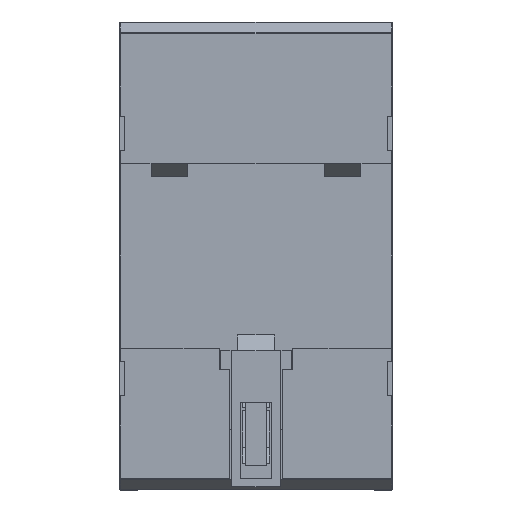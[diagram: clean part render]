
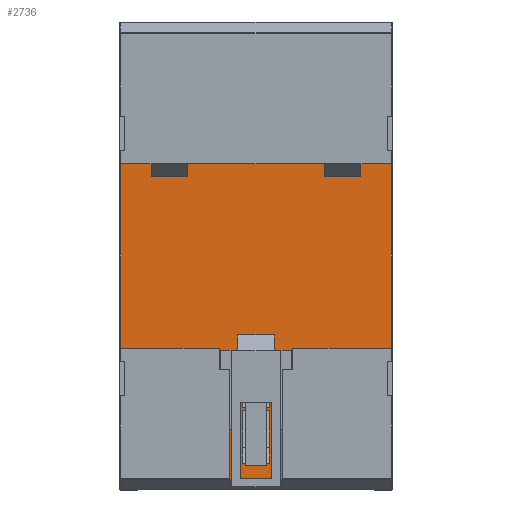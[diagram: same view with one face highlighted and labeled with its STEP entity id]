
A CAD part, left-side view. The second image highlights one B-rep face of the part: STEP entity #2736.
In plain terms, the highlighted face is planar.
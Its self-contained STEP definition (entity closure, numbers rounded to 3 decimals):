
#2736=ADVANCED_FACE('',(#8305,#8307,#8309,#8311,#8313,#8315),#8317,.T.);
#8305=FACE_BOUND('',#8306,.T.);
#8306=EDGE_LOOP('',(#12881,#12882,#12883,#12884,#12885,#12886,#12887,#12888,#12889,
#12890,#12891,#12892,#12893,#12894,#12895));
#8307=FACE_BOUND('',#8308,.T.);
#8308=EDGE_LOOP('',(#12896,#12897,#12898,#12899));
#8309=FACE_BOUND('',#8310,.T.);
#8310=EDGE_LOOP('',(#12900,#12901,#12902,#12903));
#8311=FACE_BOUND('',#8312,.T.);
#8312=EDGE_LOOP('',(#12904,#12905,#12906,#12907));
#8313=FACE_BOUND('',#8314,.T.);
#8314=EDGE_LOOP('',(#12908,#12909,#12910,#12911));
#8315=FACE_BOUND('',#8316,.T.);
#8316=EDGE_LOOP('',(#12912,#12913,#12914,#12915));
#8317=PLANE('',#8318);
#8318=AXIS2_PLACEMENT_3D('',#8319,#8320,#8321);
#8319=CARTESIAN_POINT('',(0.,0.,9.));
#8320=DIRECTION('',(0.,0.,1.));
#8321=DIRECTION('',(1.,0.,0.));
#12881=ORIENTED_EDGE('',*,*,#15344,.F.);
#12882=ORIENTED_EDGE('',*,*,#15219,.T.);
#12883=ORIENTED_EDGE('',*,*,#15217,.T.);
#12884=ORIENTED_EDGE('',*,*,#15315,.F.);
#12885=ORIENTED_EDGE('',*,*,#15156,.T.);
#12886=ORIENTED_EDGE('',*,*,#15213,.T.);
#12887=ORIENTED_EDGE('',*,*,#15345,.F.);
#12888=ORIENTED_EDGE('',*,*,#15346,.T.);
#12889=ORIENTED_EDGE('',*,*,#15347,.F.);
#12890=ORIENTED_EDGE('',*,*,#15348,.F.);
#12891=ORIENTED_EDGE('',*,*,#15311,.F.);
#12892=ORIENTED_EDGE('',*,*,#15349,.T.);
#12893=ORIENTED_EDGE('',*,*,#15350,.T.);
#12894=ORIENTED_EDGE('',*,*,#15351,.F.);
#12895=ORIENTED_EDGE('',*,*,#15248,.T.);
#12896=ORIENTED_EDGE('',*,*,#15318,.T.);
#12897=ORIENTED_EDGE('',*,*,#15325,.T.);
#12898=ORIENTED_EDGE('',*,*,#15323,.T.);
#12899=ORIENTED_EDGE('',*,*,#15321,.T.);
#12900=ORIENTED_EDGE('',*,*,#15326,.T.);
#12901=ORIENTED_EDGE('',*,*,#15333,.T.);
#12902=ORIENTED_EDGE('',*,*,#15331,.T.);
#12903=ORIENTED_EDGE('',*,*,#15329,.T.);
#12904=ORIENTED_EDGE('',*,*,#15352,.F.);
#12905=ORIENTED_EDGE('',*,*,#15353,.F.);
#12906=ORIENTED_EDGE('',*,*,#15354,.F.);
#12907=ORIENTED_EDGE('',*,*,#15355,.F.);
#12908=ORIENTED_EDGE('',*,*,#15356,.F.);
#12909=ORIENTED_EDGE('',*,*,#15357,.F.);
#12910=ORIENTED_EDGE('',*,*,#15358,.F.);
#12911=ORIENTED_EDGE('',*,*,#15359,.F.);
#12912=ORIENTED_EDGE('',*,*,#15360,.F.);
#12913=ORIENTED_EDGE('',*,*,#15361,.F.);
#12914=ORIENTED_EDGE('',*,*,#15362,.F.);
#12915=ORIENTED_EDGE('',*,*,#15363,.F.);
#15156=EDGE_CURVE('',#18317,#18320,#18322,.T.);
#15213=EDGE_CURVE('',#18320,#18415,#18417,.T.);
#15217=EDGE_CURVE('',#18422,#18420,#18423,.T.);
#15219=EDGE_CURVE('',#18425,#18422,#18426,.T.);
#15248=EDGE_CURVE('',#18472,#18470,#18473,.T.);
#15311=EDGE_CURVE('',#18568,#18572,#18573,.F.);
#15315=EDGE_CURVE('',#18317,#18420,#18577,.F.);
#15318=EDGE_CURVE('',#18580,#18581,#18582,.F.);
#15321=EDGE_CURVE('',#18585,#18580,#18586,.F.);
#15323=EDGE_CURVE('',#18588,#18585,#18589,.F.);
#15325=EDGE_CURVE('',#18581,#18588,#18591,.F.);
#15326=EDGE_CURVE('',#18592,#18593,#18594,.F.);
#15329=EDGE_CURVE('',#18597,#18592,#18598,.F.);
#15331=EDGE_CURVE('',#18600,#18597,#18601,.F.);
#15333=EDGE_CURVE('',#18593,#18600,#18603,.F.);
#15344=EDGE_CURVE('',#18425,#18470,#18618,.T.);
#15345=EDGE_CURVE('',#18619,#18415,#18620,.T.);
#15346=EDGE_CURVE('',#18619,#18621,#18622,.T.);
#15347=EDGE_CURVE('',#18623,#18621,#18624,.T.);
#15348=EDGE_CURVE('',#18572,#18623,#18625,.T.);
#15349=EDGE_CURVE('',#18568,#18626,#18627,.T.);
#15350=EDGE_CURVE('',#18626,#18628,#18629,.T.);
#15351=EDGE_CURVE('',#18472,#18628,#18630,.T.);
#15352=EDGE_CURVE('',#18631,#18632,#18633,.T.);
#15353=EDGE_CURVE('',#18634,#18631,#18635,.T.);
#15354=EDGE_CURVE('',#18636,#18634,#18637,.T.);
#15355=EDGE_CURVE('',#18632,#18636,#18638,.T.);
#15356=EDGE_CURVE('',#18639,#18640,#18641,.T.);
#15357=EDGE_CURVE('',#18642,#18639,#18643,.T.);
#15358=EDGE_CURVE('',#18644,#18642,#18645,.T.);
#15359=EDGE_CURVE('',#18640,#18644,#18646,.T.);
#15360=EDGE_CURVE('',#18647,#18648,#18649,.T.);
#15361=EDGE_CURVE('',#18650,#18647,#18651,.T.);
#15362=EDGE_CURVE('',#18652,#18650,#18653,.T.);
#15363=EDGE_CURVE('',#18648,#18652,#18654,.T.);
#18317=VERTEX_POINT('',#25136);
#18320=VERTEX_POINT('',#25143);
#18322=LINE('',#25147,#25148);
#18415=VERTEX_POINT('',#25362);
#18417=LINE('',#25366,#25367);
#18420=VERTEX_POINT('',#25375);
#18422=VERTEX_POINT('',#25379);
#18423=LINE('',#25380,#25381);
#18425=VERTEX_POINT('',#25386);
#18426=LINE('',#25387,#25388);
#18470=VERTEX_POINT('',#25497);
#18472=VERTEX_POINT('',#25502);
#18473=LINE('',#25503,#25504);
#18568=VERTEX_POINT('',#25723);
#18572=VERTEX_POINT('',#25733);
#18573=LINE('',#25734,#25735);
#18577=LINE('',#25746,#25747);
#18580=VERTEX_POINT('',#25755);
#18581=VERTEX_POINT('',#25756);
#18582=LINE('',#25757,#25758);
#18585=VERTEX_POINT('',#25766);
#18586=LINE('',#25767,#25768);
#18588=VERTEX_POINT('',#25773);
#18589=LINE('',#25774,#25775);
#18591=LINE('',#25780,#25781);
#18592=VERTEX_POINT('',#25783);
#18593=VERTEX_POINT('',#25784);
#18594=LINE('',#25785,#25786);
#18597=VERTEX_POINT('',#25794);
#18598=LINE('',#25795,#25796);
#18600=VERTEX_POINT('',#25801);
#18601=LINE('',#25802,#25803);
#18603=LINE('',#25808,#25809);
#18618=LINE('',#25845,#25846);
#18619=VERTEX_POINT('',#25848);
#18620=LINE('',#25849,#25850);
#18621=VERTEX_POINT('',#25852);
#18622=LINE('',#25853,#25854);
#18623=VERTEX_POINT('',#25856);
#18624=LINE('',#25857,#25858);
#18625=LINE('',#25860,#25861);
#18626=VERTEX_POINT('',#25863);
#18627=LINE('',#25864,#25865);
#18628=VERTEX_POINT('',#25867);
#18629=LINE('',#25868,#25869);
#18630=LINE('',#25871,#25872);
#18631=VERTEX_POINT('',#25874);
#18632=VERTEX_POINT('',#25875);
#18633=LINE('',#25876,#25877);
#18634=VERTEX_POINT('',#25879);
#18635=LINE('',#25880,#25881);
#18636=VERTEX_POINT('',#25883);
#18637=LINE('',#25884,#25885);
#18638=LINE('',#25887,#25888);
#18639=VERTEX_POINT('',#25890);
#18640=VERTEX_POINT('',#25891);
#18641=LINE('',#25892,#25893);
#18642=VERTEX_POINT('',#25895);
#18643=LINE('',#25896,#25897);
#18644=VERTEX_POINT('',#25899);
#18645=LINE('',#25900,#25901);
#18646=LINE('',#25903,#25904);
#18647=VERTEX_POINT('',#25906);
#18648=VERTEX_POINT('',#25907);
#18649=LINE('',#25908,#25909);
#18650=VERTEX_POINT('',#25911);
#18651=LINE('',#25912,#25913);
#18652=VERTEX_POINT('',#25915);
#18653=LINE('',#25916,#25917);
#18654=LINE('',#25919,#25920);
#25136=CARTESIAN_POINT('',(-7.,-40.57,9.));
#25143=CARTESIAN_POINT('',(-5.,-40.57,9.));
#25147=CARTESIAN_POINT('',(-7.,-40.57,9.));
#25148=VECTOR('',#25149,1.);
#25149=DIRECTION('',(1.,0.,0.));
#25362=CARTESIAN_POINT('',(-5.,-42.57,9.));
#25366=CARTESIAN_POINT('',(-5.,-40.57,9.));
#25367=VECTOR('',#25368,1.);
#25368=DIRECTION('',(0.,-1.,0.));
#25375=CARTESIAN_POINT('',(-7.,-23.57,9.));
#25379=CARTESIAN_POINT('',(-7.,-17.57,9.));
#25380=CARTESIAN_POINT('',(-7.,-17.57,9.));
#25381=VECTOR('',#25382,1.);
#25382=DIRECTION('',(0.,-1.,0.));
#25386=CARTESIAN_POINT('',(-25.8,-17.57,9.));
#25387=CARTESIAN_POINT('',(-25.8,-17.57,9.));
#25388=VECTOR('',#25389,1.);
#25389=DIRECTION('',(1.,0.,0.));
#25497=CARTESIAN_POINT('',(-25.8,17.57,9.));
#25502=CARTESIAN_POINT('',(25.8,17.57,9.));
#25503=CARTESIAN_POINT('',(25.8,17.57,9.));
#25504=VECTOR('',#25505,1.);
#25505=DIRECTION('',(-1.,0.,0.));
#25723=CARTESIAN_POINT('',(7.,-23.57,9.));
#25733=CARTESIAN_POINT('',(7.,-40.57,9.));
#25734=CARTESIAN_POINT('',(7.,-40.57,9.));
#25735=VECTOR('',#25736,1.);
#25736=DIRECTION('',(0.,1.,0.));
#25746=CARTESIAN_POINT('',(-7.,-23.57,9.));
#25747=VECTOR('',#25748,1.);
#25748=DIRECTION('',(0.,-1.,0.));
#25755=CARTESIAN_POINT('',(-20.,17.562,9.));
#25756=CARTESIAN_POINT('',(-13.,17.562,9.));
#25757=CARTESIAN_POINT('',(-13.,17.562,9.));
#25758=VECTOR('',#25759,1.);
#25759=DIRECTION('',(-1.,0.,0.));
#25766=CARTESIAN_POINT('',(-20.,15.07,9.));
#25767=CARTESIAN_POINT('',(-20.,17.562,9.));
#25768=VECTOR('',#25769,1.);
#25769=DIRECTION('',(0.,-1.,0.));
#25773=CARTESIAN_POINT('',(-13.,15.07,9.));
#25774=CARTESIAN_POINT('',(-20.,15.07,9.));
#25775=VECTOR('',#25776,1.);
#25776=DIRECTION('',(1.,0.,0.));
#25780=CARTESIAN_POINT('',(-13.,15.07,9.));
#25781=VECTOR('',#25782,1.);
#25782=DIRECTION('',(0.,1.,0.));
#25783=CARTESIAN_POINT('',(13.,17.562,9.));
#25784=CARTESIAN_POINT('',(20.,17.562,9.));
#25785=CARTESIAN_POINT('',(20.,17.562,9.));
#25786=VECTOR('',#25787,1.);
#25787=DIRECTION('',(-1.,0.,0.));
#25794=CARTESIAN_POINT('',(13.,15.07,9.));
#25795=CARTESIAN_POINT('',(13.,17.562,9.));
#25796=VECTOR('',#25797,1.);
#25797=DIRECTION('',(0.,-1.,0.));
#25801=CARTESIAN_POINT('',(20.,15.07,9.));
#25802=CARTESIAN_POINT('',(13.,15.07,9.));
#25803=VECTOR('',#25804,1.);
#25804=DIRECTION('',(1.,0.,0.));
#25808=CARTESIAN_POINT('',(20.,15.07,9.));
#25809=VECTOR('',#25810,1.);
#25810=DIRECTION('',(0.,1.,0.));
#25845=CARTESIAN_POINT('',(-25.8,-17.57,9.));
#25846=VECTOR('',#25847,1.);
#25847=DIRECTION('',(0.,1.,0.));
#25848=CARTESIAN_POINT('',(5.,-42.57,9.));
#25849=CARTESIAN_POINT('',(5.,-42.57,9.));
#25850=VECTOR('',#25851,1.);
#25851=DIRECTION('',(-1.,0.,0.));
#25852=CARTESIAN_POINT('',(5.,-41.57,9.));
#25853=CARTESIAN_POINT('',(5.,-42.57,9.));
#25854=VECTOR('',#25855,1.);
#25855=DIRECTION('',(0.,1.,0.));
#25856=CARTESIAN_POINT('',(7.,-41.57,9.));
#25857=CARTESIAN_POINT('',(7.,-41.57,9.));
#25858=VECTOR('',#25859,1.);
#25859=DIRECTION('',(-1.,0.,0.));
#25860=CARTESIAN_POINT('',(7.,-40.57,9.));
#25861=VECTOR('',#25862,1.);
#25862=DIRECTION('',(0.,-1.,0.));
#25863=CARTESIAN_POINT('',(7.,-17.57,9.));
#25864=CARTESIAN_POINT('',(7.,-23.57,9.));
#25865=VECTOR('',#25866,1.);
#25866=DIRECTION('',(0.,1.,0.));
#25867=CARTESIAN_POINT('',(25.8,-17.57,9.));
#25868=CARTESIAN_POINT('',(7.,-17.57,9.));
#25869=VECTOR('',#25870,1.);
#25870=DIRECTION('',(1.,0.,0.));
#25871=CARTESIAN_POINT('',(25.8,17.57,9.));
#25872=VECTOR('',#25873,1.);
#25873=DIRECTION('',(0.,-1.,0.));
#25874=CARTESIAN_POINT('',(2.5,-29.458,9.));
#25875=CARTESIAN_POINT('',(-2.5,-29.458,9.));
#25876=CARTESIAN_POINT('',(2.5,-29.458,9.));
#25877=VECTOR('',#25878,1.);
#25878=DIRECTION('',(-1.,0.,0.));
#25879=CARTESIAN_POINT('',(2.5,-36.433,9.));
#25880=CARTESIAN_POINT('',(2.5,-36.433,9.));
#25881=VECTOR('',#25882,1.);
#25882=DIRECTION('',(0.,1.,0.));
#25883=CARTESIAN_POINT('',(-2.5,-36.433,9.));
#25884=CARTESIAN_POINT('',(-2.5,-36.433,9.));
#25885=VECTOR('',#25886,1.);
#25886=DIRECTION('',(1.,0.,0.));
#25887=CARTESIAN_POINT('',(-2.5,-29.458,9.));
#25888=VECTOR('',#25889,1.);
#25889=DIRECTION('',(0.,-1.,0.));
#25890=CARTESIAN_POINT('',(2.5,-39.497,9.));
#25891=CARTESIAN_POINT('',(2.5,-36.497,9.));
#25892=CARTESIAN_POINT('',(2.5,-39.497,9.));
#25893=VECTOR('',#25894,1.);
#25894=DIRECTION('',(0.,1.,0.));
#25895=CARTESIAN_POINT('',(-2.5,-39.497,9.));
#25896=CARTESIAN_POINT('',(-2.5,-39.497,9.));
#25897=VECTOR('',#25898,1.);
#25898=DIRECTION('',(1.,0.,0.));
#25899=CARTESIAN_POINT('',(-2.5,-36.497,9.));
#25900=CARTESIAN_POINT('',(-2.5,-36.497,9.));
#25901=VECTOR('',#25902,1.);
#25902=DIRECTION('',(0.,-1.,0.));
#25903=CARTESIAN_POINT('',(2.5,-36.497,9.));
#25904=VECTOR('',#25905,1.);
#25905=DIRECTION('',(-1.,0.,0.));
#25906=CARTESIAN_POINT('',(2.5,-23.916,9.));
#25907=CARTESIAN_POINT('',(-2.5,-23.916,9.));
#25908=CARTESIAN_POINT('',(2.5,-23.916,9.));
#25909=VECTOR('',#25910,1.);
#25910=DIRECTION('',(-1.,0.,0.));
#25911=CARTESIAN_POINT('',(2.5,-28.866,9.));
#25912=CARTESIAN_POINT('',(2.5,-28.866,9.));
#25913=VECTOR('',#25914,1.);
#25914=DIRECTION('',(0.,1.,0.));
#25915=CARTESIAN_POINT('',(-2.5,-28.866,9.));
#25916=CARTESIAN_POINT('',(-2.5,-28.866,9.));
#25917=VECTOR('',#25918,1.);
#25918=DIRECTION('',(1.,0.,0.));
#25919=CARTESIAN_POINT('',(-2.5,-23.916,9.));
#25920=VECTOR('',#25921,1.);
#25921=DIRECTION('',(0.,-1.,0.));
